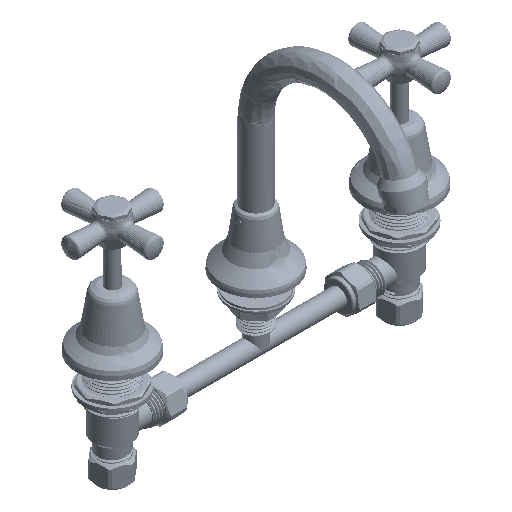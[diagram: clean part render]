
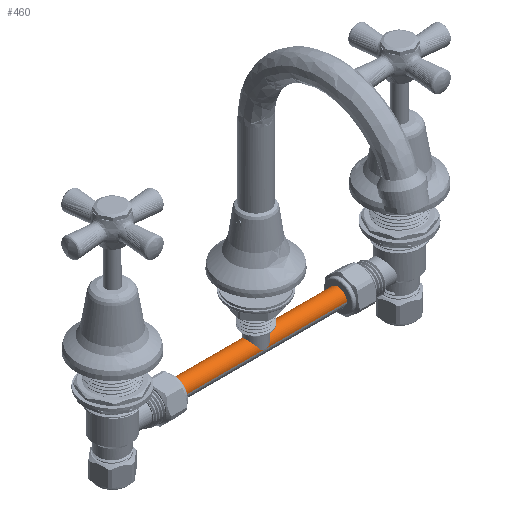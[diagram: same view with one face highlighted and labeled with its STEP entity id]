
A CAD part, isometric view. The second image highlights one B-rep face of the part: STEP entity #460.
In plain terms, the highlighted cylindrical face has radius 6.35 mm (diameter 12.7 mm), a partial arc.
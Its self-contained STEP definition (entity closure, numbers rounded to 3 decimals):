
#460=ADVANCED_FACE('',(#1381),#14386,.T.);
#1381=FACE_OUTER_BOUND('',#2313,.T.);
#2313=EDGE_LOOP('',(#3655,#3656,#3657,#3658));
#3655=ORIENTED_EDGE('',*,*,#8045,.T.);
#3656=ORIENTED_EDGE('',*,*,#8046,.T.);
#3657=ORIENTED_EDGE('',*,*,#8047,.T.);
#3658=ORIENTED_EDGE('',*,*,#8048,.T.);
#8045=EDGE_CURVE('',#12574,#12575,#11269,.T.);
#8046=EDGE_CURVE('',#12575,#12576,#10216,.T.);
#8047=EDGE_CURVE('',#12576,#12577,#11270,.T.);
#8048=EDGE_CURVE('',#12577,#12574,#10217,.T.);
#10216=B_SPLINE_CURVE_WITH_KNOTS('',1,(#22036,#22037),.UNSPECIFIED.,.F.,
 .F.,(2,2),(0.,180.),.UNSPECIFIED.);
#10217=B_SPLINE_CURVE_WITH_KNOTS('',1,(#22043,#22044),.UNSPECIFIED.,.F.,
 .F.,(2,2),(0.,180.),.UNSPECIFIED.);
#11269=(
BOUNDED_CURVE()
B_SPLINE_CURVE(2,(#22031,#22032,#22033,#22034,#22035),.UNSPECIFIED.,.F.,
 .F.)
B_SPLINE_CURVE_WITH_KNOTS((3,2,3),(0.,9.975,19.949),
 .UNSPECIFIED.)
CURVE()
GEOMETRIC_REPRESENTATION_ITEM()
RATIONAL_B_SPLINE_CURVE((1.,0.707,1.,0.707,1.))
REPRESENTATION_ITEM('')
);
#11270=(
BOUNDED_CURVE()
B_SPLINE_CURVE(2,(#22038,#22039,#22040,#22041,#22042),.UNSPECIFIED.,.F.,
 .F.)
B_SPLINE_CURVE_WITH_KNOTS((3,2,3),(0.,9.975,19.949),
 .UNSPECIFIED.)
CURVE()
GEOMETRIC_REPRESENTATION_ITEM()
RATIONAL_B_SPLINE_CURVE((1.,0.707,1.,0.707,1.))
REPRESENTATION_ITEM('')
);
#12574=VERTEX_POINT('',#22013);
#12575=VERTEX_POINT('',#22014);
#12576=VERTEX_POINT('',#22015);
#12577=VERTEX_POINT('',#22016);
#14386=CYLINDRICAL_SURFACE('',#15356,6.35);
#15356=AXIS2_PLACEMENT_3D('',#22004,#16074,$);
#16074=DIRECTION('',(-1.,0.,0.));
#22004=CARTESIAN_POINT('',(0.,0.,0.));
#22013=CARTESIAN_POINT('',(90.,0.,6.35));
#22014=CARTESIAN_POINT('',(90.,0.,-6.35));
#22015=CARTESIAN_POINT('',(-90.,0.,-6.35));
#22016=CARTESIAN_POINT('',(-90.,0.,6.35));
#22031=CARTESIAN_POINT('',(90.,0.,6.35));
#22032=CARTESIAN_POINT('',(90.,6.35,6.35));
#22033=CARTESIAN_POINT('',(90.,6.35,0.));
#22034=CARTESIAN_POINT('',(90.,6.35,-6.35));
#22035=CARTESIAN_POINT('',(90.,0.,-6.35));
#22036=CARTESIAN_POINT('',(90.,0.,-6.35));
#22037=CARTESIAN_POINT('',(-90.,0.,-6.35));
#22038=CARTESIAN_POINT('',(-90.,0.,-6.35));
#22039=CARTESIAN_POINT('',(-90.,6.35,-6.35));
#22040=CARTESIAN_POINT('',(-90.,6.35,0.));
#22041=CARTESIAN_POINT('',(-90.,6.35,6.35));
#22042=CARTESIAN_POINT('',(-90.,0.,6.35));
#22043=CARTESIAN_POINT('',(-90.,0.,6.35));
#22044=CARTESIAN_POINT('',(90.,0.,6.35));
